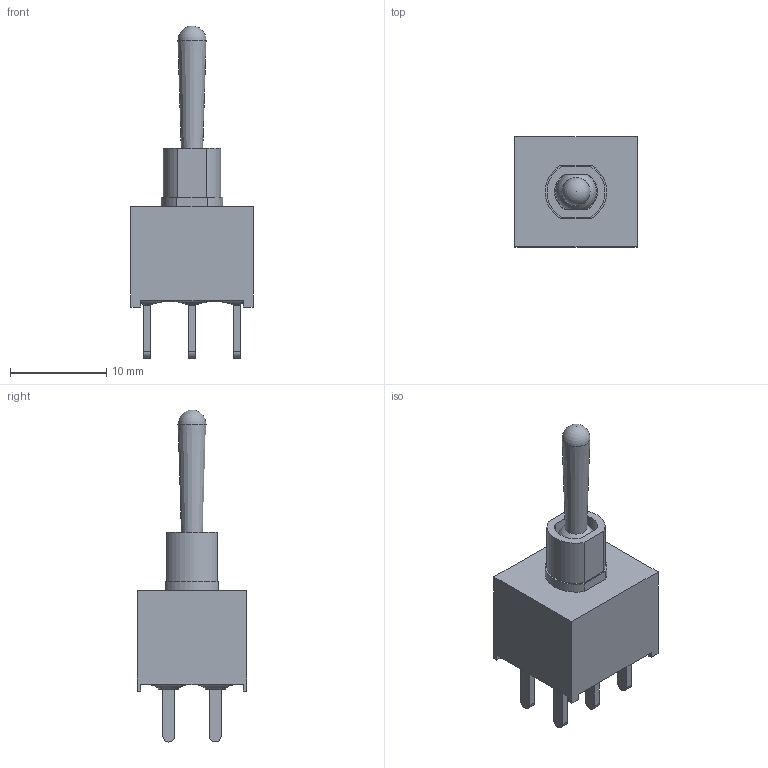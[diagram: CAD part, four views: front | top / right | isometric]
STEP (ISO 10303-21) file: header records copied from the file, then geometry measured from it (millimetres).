
FILE_DESCRIPTION((' '),'2;1');
FILE_NAME('100AWDPxT1B4M2xE.stp','2017-07-26T14:18:08',(' '),(' '),' ','ACIS',' ');
FILE_SCHEMA(('CONFIG_CONTROL_DESIGN'));
Length unit declared in the file: inch
Products named in the file (6): 100AWDPxT1B4M2xE.stp; Body1; Body2; Body3; Body4; Body5
Assembly tree (5 placements, depth 2):
  100AWDPxT1B4M2xE.stp
    Body1
    Body2
    Body3
    Body4
    Body5
Bounding box: 12.7 x 11.43 x 34.52 mm (x, y, z)
Volume: 1668.2 mm3; surface area: 1501.6 mm2
Topology: 5 solids, 5 shells, 123 faces, 352 edges, 230 vertices
Faces by surface type: plane 80, cylinder 24, bspline 16, sphere 2, cone 1
Entity records: 10047 total; most frequent: CARTESIAN_POINT 6170, ORIENTED_EDGE 672, DIRECTION 594, EDGE_CURVE 336, VERTEX_POINT 226, VECTOR 210, LINE 210, AXIS2_PLACEMENT_3D 192
